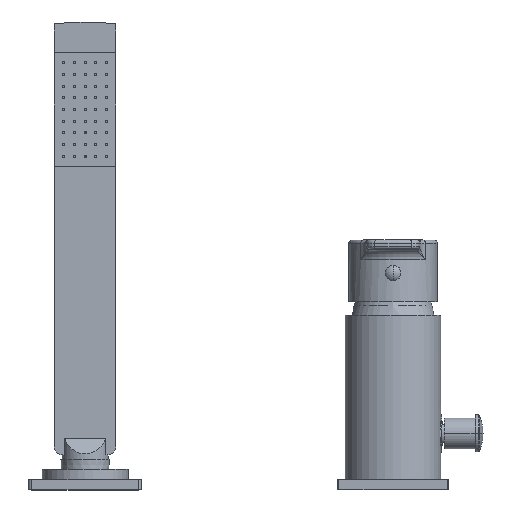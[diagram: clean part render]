
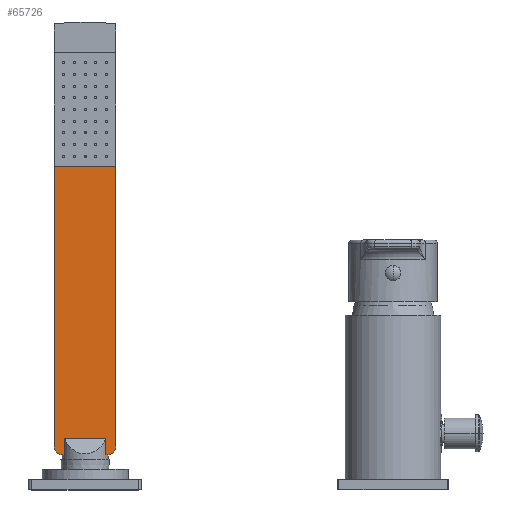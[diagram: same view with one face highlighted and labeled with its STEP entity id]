
A CAD part, top view. The second image highlights one B-rep face of the part: STEP entity #65726.
In plain terms, the highlighted planar face has unit normal (0, 0, 1).
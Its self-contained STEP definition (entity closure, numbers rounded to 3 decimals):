
#59111=DIRECTION('',(0.,-1.,0.));
#59112=VECTOR('',#59111,136.5);
#59113=CARTESIAN_POINT('',(-135.,152.5,5.));
#59114=LINE('',#59113,#59112);
#59115=CARTESIAN_POINT('',(-139.,16.,5.));
#59116=DIRECTION('',(0.,0.,-1.));
#59117=DIRECTION('',(1.,0.,0.));
#59118=AXIS2_PLACEMENT_3D('',#59115,#59116,#59117);
#59120=DIRECTION('',(0.,1.,0.));
#59121=VECTOR('',#59120,8.);
#59122=CARTESIAN_POINT('',(-139.922,12.,5.));
#59123=LINE('',#59122,#59121);
#59124=CARTESIAN_POINT('',(-161.,16.,5.));
#59125=DIRECTION('',(0.,0.,-1.));
#59126=DIRECTION('',(0.,-1.,0.));
#59127=AXIS2_PLACEMENT_3D('',#59124,#59125,#59126);
#59129=DIRECTION('',(0.,1.,0.));
#59130=VECTOR('',#59129,136.5);
#59131=CARTESIAN_POINT('',(-165.,16.,5.));
#59132=LINE('',#59131,#59130);
#59133=DIRECTION('',(1.,0.,0.));
#59134=VECTOR('',#59133,30.);
#59135=CARTESIAN_POINT('',(-165.,152.5,5.));
#59136=LINE('',#59135,#59134);
#59192=DIRECTION('',(1.,0.,0.));
#59193=VECTOR('',#59192,0.922);
#59194=CARTESIAN_POINT('',(-161.,12.,5.));
#59195=LINE('',#59194,#59193);
#59215=DIRECTION('',(0.,1.,0.));
#59216=VECTOR('',#59215,8.);
#59217=CARTESIAN_POINT('',(-160.078,12.,5.));
#59218=LINE('',#59217,#59216);
#59728=DIRECTION('',(1.,0.,0.));
#59729=VECTOR('',#59728,0.922);
#59730=CARTESIAN_POINT('',(-139.922,12.,5.));
#59731=LINE('',#59730,#59729);
#59790=DIRECTION('',(1.,0.,0.));
#59791=VECTOR('',#59790,20.156);
#59792=CARTESIAN_POINT('',(-160.078,20.,5.));
#59793=LINE('',#59792,#59791);
#62016=CARTESIAN_POINT('',(-161.,12.,5.));
#62018=VERTEX_POINT('',#62016);
#62023=CARTESIAN_POINT('',(-165.,16.,5.));
#62025=VERTEX_POINT('',#62023);
#62027=CARTESIAN_POINT('',(-160.078,12.,5.));
#62028=VERTEX_POINT('',#62027);
#62258=CARTESIAN_POINT('',(-139.,12.,5.));
#62260=VERTEX_POINT('',#62258);
#62263=CARTESIAN_POINT('',(-135.,16.,5.));
#62265=VERTEX_POINT('',#62263);
#62268=CARTESIAN_POINT('',(-139.922,12.,5.));
#62269=VERTEX_POINT('',#62268);
#62992=CARTESIAN_POINT('',(-165.,152.5,5.));
#62993=CARTESIAN_POINT('',(-135.,152.5,5.));
#62994=VERTEX_POINT('',#62992);
#62995=VERTEX_POINT('',#62993);
#63012=CARTESIAN_POINT('',(-160.078,20.,5.));
#63013=CARTESIAN_POINT('',(-139.922,20.,5.));
#63014=VERTEX_POINT('',#63012);
#63015=VERTEX_POINT('',#63013);
#65700=CARTESIAN_POINT('',(-162.539,16.,5.));
#65701=DIRECTION('',(0.,0.,-1.));
#65702=DIRECTION('',(-1.,0.,0.));
#65703=AXIS2_PLACEMENT_3D('',#65700,#65701,#65702);
#65704=PLANE('',#65703);
#65706=ORIENTED_EDGE('',*,*,#65705,.T.);
#65708=ORIENTED_EDGE('',*,*,#65707,.T.);
#65710=ORIENTED_EDGE('',*,*,#65709,.F.);
#65712=ORIENTED_EDGE('',*,*,#65711,.T.);
#65714=ORIENTED_EDGE('',*,*,#65713,.F.);
#65716=ORIENTED_EDGE('',*,*,#65715,.F.);
#65718=ORIENTED_EDGE('',*,*,#65717,.F.);
#65720=ORIENTED_EDGE('',*,*,#65719,.T.);
#65721=ORIENTED_EDGE('',*,*,#65675,.T.);
#65723=ORIENTED_EDGE('',*,*,#65722,.T.);
#65724=EDGE_LOOP('',(#65706,#65708,#65710,#65712,#65714,#65716,#65718,#65720,
#65721,#65723));
#65725=FACE_OUTER_BOUND('',#65724,.F.);
#65726=ADVANCED_FACE('',(#65725),#65704,.F.);
#59119=CIRCLE('',#59118,4.);
#59128=CIRCLE('',#59127,4.);
#65675=EDGE_CURVE('',#62025,#62994,#59132,.T.);
#65705=EDGE_CURVE('',#62995,#62265,#59114,.T.);
#65707=EDGE_CURVE('',#62265,#62260,#59119,.T.);
#65709=EDGE_CURVE('',#62269,#62260,#59731,.T.);
#65711=EDGE_CURVE('',#62269,#63015,#59123,.T.);
#65713=EDGE_CURVE('',#63014,#63015,#59793,.T.);
#65715=EDGE_CURVE('',#62028,#63014,#59218,.T.);
#65717=EDGE_CURVE('',#62018,#62028,#59195,.T.);
#65719=EDGE_CURVE('',#62018,#62025,#59128,.T.);
#65722=EDGE_CURVE('',#62994,#62995,#59136,.T.);
